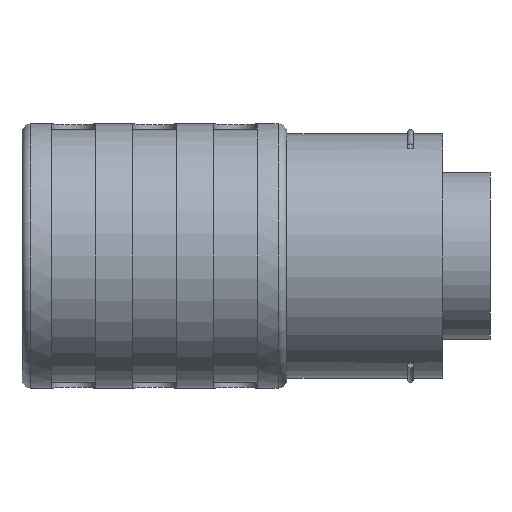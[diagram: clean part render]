
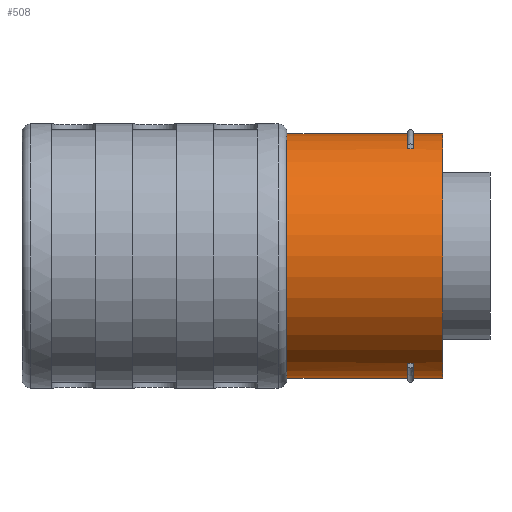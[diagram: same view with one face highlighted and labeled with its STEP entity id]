
A CAD part, front view. The second image highlights one B-rep face of the part: STEP entity #508.
In plain terms, the highlighted cylindrical face has radius 4.15 mm (diameter 8.3 mm), a full revolution.
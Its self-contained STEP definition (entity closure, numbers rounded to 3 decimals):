
#259=CYLINDRICAL_SURFACE('',#1827,4.15);
#303=LINE('',#2561,#405);
#304=LINE('',#2565,#406);
#305=LINE('',#2573,#407);
#306=LINE('',#2577,#408);
#405=VECTOR('',#2038,1.);
#406=VECTOR('',#2041,1.);
#407=VECTOR('',#2048,1.);
#408=VECTOR('',#2051,1.);
#508=ADVANCED_FACE('',(#670,#671,#672,#673),#259,.T.);
#670=FACE_BOUND('',#722,.T.);
#671=FACE_BOUND('',#723,.T.);
#672=FACE_BOUND('',#724,.T.);
#673=FACE_BOUND('',#725,.T.);
#722=EDGE_LOOP('',(#860,#861,#862,#863));
#723=EDGE_LOOP('',(#864));
#724=EDGE_LOOP('',(#865));
#725=EDGE_LOOP('',(#866,#867,#868,#869));
#860=ORIENTED_EDGE('',*,*,#1499,.F.);
#861=ORIENTED_EDGE('',*,*,#1500,.F.);
#862=ORIENTED_EDGE('',*,*,#1501,.T.);
#863=ORIENTED_EDGE('',*,*,#1502,.F.);
#864=ORIENTED_EDGE('',*,*,#1503,.F.);
#865=ORIENTED_EDGE('',*,*,#1504,.T.);
#866=ORIENTED_EDGE('',*,*,#1505,.F.);
#867=ORIENTED_EDGE('',*,*,#1506,.T.);
#868=ORIENTED_EDGE('',*,*,#1507,.T.);
#869=ORIENTED_EDGE('',*,*,#1508,.T.);
#1338=VERTEX_POINT('',#2559);
#1339=VERTEX_POINT('',#2560);
#1340=VERTEX_POINT('',#2562);
#1341=VERTEX_POINT('',#2564);
#1342=VERTEX_POINT('',#2567);
#1343=VERTEX_POINT('',#2569);
#1344=VERTEX_POINT('',#2571);
#1345=VERTEX_POINT('',#2572);
#1346=VERTEX_POINT('',#2574);
#1347=VERTEX_POINT('',#2576);
#1499=EDGE_CURVE('',#1338,#1339,#1738,.T.);
#1500=EDGE_CURVE('',#1340,#1338,#303,.T.);
#1501=EDGE_CURVE('',#1340,#1341,#1739,.T.);
#1502=EDGE_CURVE('',#1339,#1341,#304,.T.);
#1503=EDGE_CURVE('',#1342,#1342,#1740,.T.);
#1504=EDGE_CURVE('',#1343,#1343,#1741,.T.);
#1505=EDGE_CURVE('',#1344,#1345,#1742,.T.);
#1506=EDGE_CURVE('',#1344,#1346,#305,.T.);
#1507=EDGE_CURVE('',#1346,#1347,#1743,.T.);
#1508=EDGE_CURVE('',#1347,#1345,#306,.T.);
#1738=CIRCLE('',#1821,4.15);
#1739=CIRCLE('',#1822,4.15);
#1740=CIRCLE('',#1823,4.15);
#1741=CIRCLE('',#1824,4.15);
#1742=CIRCLE('',#1825,4.15);
#1743=CIRCLE('',#1826,4.15);
#1821=AXIS2_PLACEMENT_3D('',#2558,#2036,#2037);
#1822=AXIS2_PLACEMENT_3D('',#2563,#2039,#2040);
#1823=AXIS2_PLACEMENT_3D('',#2566,#2042,#2043);
#1824=AXIS2_PLACEMENT_3D('',#2568,#2044,#2045);
#1825=AXIS2_PLACEMENT_3D('',#2570,#2046,#2047);
#1826=AXIS2_PLACEMENT_3D('',#2575,#2049,#2050);
#1827=AXIS2_PLACEMENT_3D('',#2578,#2052,#2053);
#2036=DIRECTION('',(1.,0.,0.));
#2037=DIRECTION('',(0.,-1.,0.));
#2038=DIRECTION('',(-1.,0.,0.));
#2039=DIRECTION('',(1.,0.,0.));
#2040=DIRECTION('',(0.,-1.,0.));
#2041=DIRECTION('',(1.,0.,0.));
#2042=DIRECTION('',(1.,0.,0.));
#2043=DIRECTION('',(0.,1.,0.));
#2044=DIRECTION('',(1.,0.,0.));
#2045=DIRECTION('',(0.,1.,0.));
#2046=DIRECTION('',(1.,0.,0.));
#2047=DIRECTION('',(0.,-1.,0.));
#2048=DIRECTION('',(1.,0.,0.));
#2049=DIRECTION('',(1.,0.,0.));
#2050=DIRECTION('',(0.,-1.,0.));
#2051=DIRECTION('',(-1.,0.,0.));
#2052=DIRECTION('',(-1.,0.,0.));
#2053=DIRECTION('',(0.,-1.,0.));
#2558=CARTESIAN_POINT('',(89.1,20.5,-3.5));
#2559=CARTESIAN_POINT('',(89.1,18.5,-7.136));
#2560=CARTESIAN_POINT('',(89.1,22.5,-7.136));
#2561=CARTESIAN_POINT('',(90.3,18.5,-7.136));
#2562=CARTESIAN_POINT('',(89.3,18.5,-7.136));
#2563=CARTESIAN_POINT('',(89.3,20.5,-3.5));
#2564=CARTESIAN_POINT('',(89.3,22.5,-7.136));
#2565=CARTESIAN_POINT('',(90.3,22.5,-7.136));
#2566=CARTESIAN_POINT('',(90.3,20.5,-3.5));
#2567=CARTESIAN_POINT('',(90.3,24.65,-3.5));
#2568=CARTESIAN_POINT('',(85.,20.5,-3.5));
#2569=CARTESIAN_POINT('',(85.,24.65,-3.5));
#2570=CARTESIAN_POINT('',(89.1,20.5,-3.5));
#2571=CARTESIAN_POINT('',(89.1,22.5,0.136));
#2572=CARTESIAN_POINT('',(89.1,18.5,0.136));
#2573=CARTESIAN_POINT('',(90.3,22.5,0.136));
#2574=CARTESIAN_POINT('',(89.3,22.5,0.136));
#2575=CARTESIAN_POINT('',(89.3,20.5,-3.5));
#2576=CARTESIAN_POINT('',(89.3,18.5,0.136));
#2577=CARTESIAN_POINT('',(90.3,18.5,0.136));
#2578=CARTESIAN_POINT('',(90.3,20.5,-3.5));
